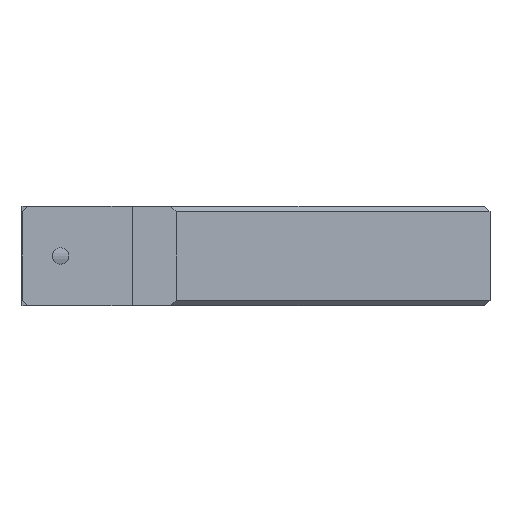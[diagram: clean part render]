
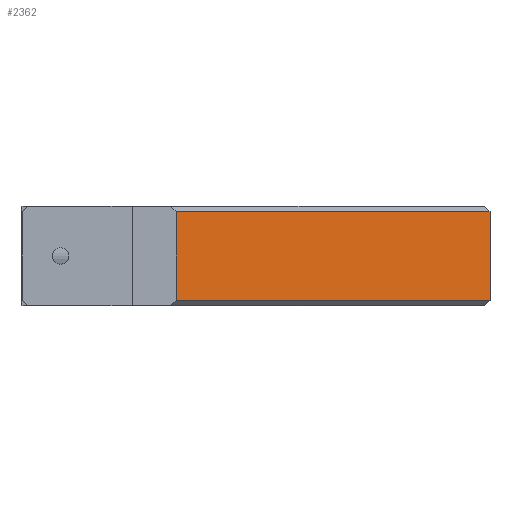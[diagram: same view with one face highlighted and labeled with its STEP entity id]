
A CAD part, left-side view. The second image highlights one B-rep face of the part: STEP entity #2362.
In plain terms, the highlighted planar face has unit normal (-0.707, -0.707, 0).
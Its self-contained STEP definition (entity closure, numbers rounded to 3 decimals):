
#225=FACE_OUTER_BOUND('',#369,.T.);
#369=EDGE_LOOP('',(#2035,#2036,#2037,#2038));
#451=LINE('',#3548,#727);
#523=LINE('',#3848,#799);
#602=LINE('',#4007,#878);
#658=LINE('',#4135,#934);
#727=VECTOR('',#2670,1.);
#799=VECTOR('',#2798,10.);
#878=VECTOR('',#2923,10.);
#934=VECTOR('',#3063,1.);
#1004=VERTEX_POINT('',#3544);
#1006=VERTEX_POINT('',#3547);
#1074=VERTEX_POINT('',#3847);
#1131=VERTEX_POINT('',#4005);
#1242=EDGE_CURVE('',#1006,#1004,#451,.T.);
#1331=EDGE_CURVE('',#1006,#1074,#523,.T.);
#1414=EDGE_CURVE('',#1131,#1004,#602,.T.);
#1478=EDGE_CURVE('',#1074,#1131,#658,.T.);
#2035=ORIENTED_EDGE('',*,*,#1414,.F.);
#2036=ORIENTED_EDGE('',*,*,#1478,.F.);
#2037=ORIENTED_EDGE('',*,*,#1331,.F.);
#2038=ORIENTED_EDGE('',*,*,#1242,.T.);
#2232=PLANE('',#2526);
#2362=ADVANCED_FACE('',(#225),#2232,.F.);
#2526=AXIS2_PLACEMENT_3D('',#4136,#3064,#3065);
#2670=DIRECTION('',(0.,0.,1.));
#2798=DIRECTION('',(-0.707,0.707,0.));
#2923=DIRECTION('',(0.707,-0.707,0.));
#3063=DIRECTION('',(0.,0.,1.));
#3064=DIRECTION('center_axis',(0.707,0.707,0.));
#3065=DIRECTION('ref_axis',(0.707,-0.707,0.));
#3544=CARTESIAN_POINT('',(0.,-85.,17.));
#3547=CARTESIAN_POINT('',(0.,-85.,1.));
#3548=CARTESIAN_POINT('',(0.,-85.,0.));
#3847=CARTESIAN_POINT('',(-57.,-28.,1.));
#3848=CARTESIAN_POINT('',(-52.675,-32.325,1.));
#4005=CARTESIAN_POINT('',(-57.,-28.,17.));
#4007=CARTESIAN_POINT('',(-52.675,-32.325,17.));
#4135=CARTESIAN_POINT('',(-57.,-28.,0.));
#4136=CARTESIAN_POINT('Origin',(-57.,-28.,0.));
